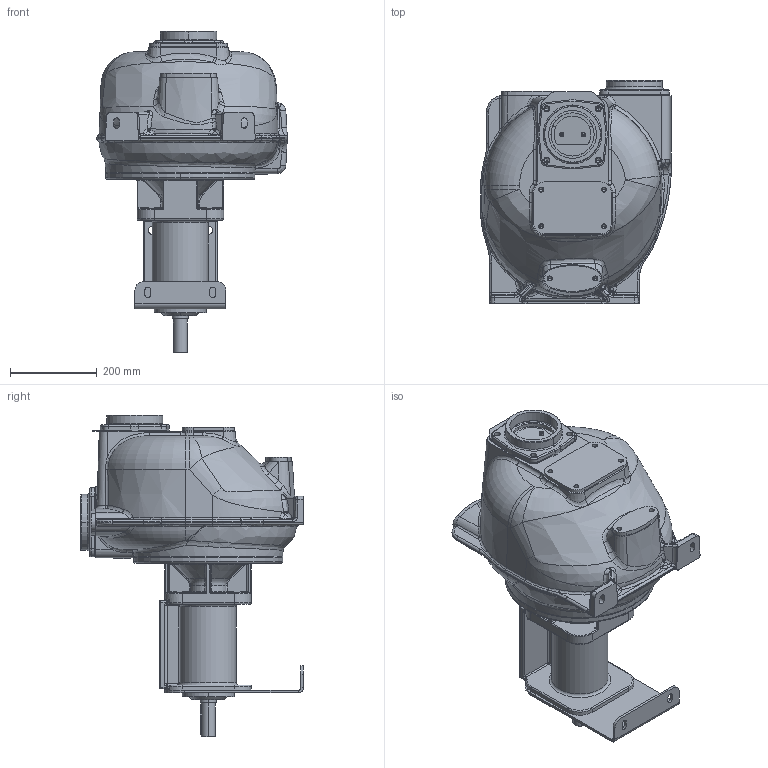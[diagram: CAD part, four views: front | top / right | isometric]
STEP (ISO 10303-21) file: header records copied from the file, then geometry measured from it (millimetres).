
FILE_DESCRIPTION((''),'2;1');
FILE_NAME('0000091873','2022-10-18T16:44:31',('Nicola'),(''),'CREO PARAMETRIC BY PTC INC, 2020354','CREO PARAMETRIC BY PTC INC, 2020354','');
FILE_SCHEMA(('CONFIG_CONTROL_DESIGN'));
Products named in the file (1): 0000091873
Bounding box: 440.67 x 515 x 744.5 mm (x, y, z)
Volume: 48161180.5 mm3; surface area: 1337061.9 mm2
Topology: 2 solids, 2 shells, 1238 faces, 2921 edges, 1702 vertices
Faces by surface type: cylinder 417, bspline 328, plane 256, torus 131, cone 77, sphere 26, extrusion 3
Entity records: 55579 total; most frequent: CARTESIAN_POINT 29235, ORIENTED_EDGE 5752, DIRECTION 5197, EDGE_CURVE 2876, AXIS2_PLACEMENT_3D 2136, VERTEX_POINT 1702, EDGE_LOOP 1334, FACE_OUTER_BOUND 1238
